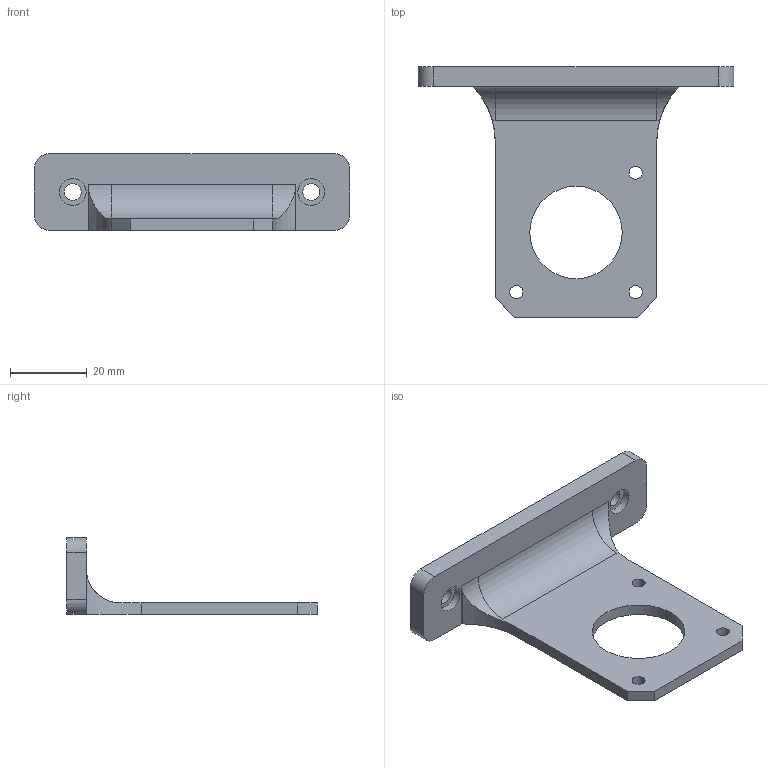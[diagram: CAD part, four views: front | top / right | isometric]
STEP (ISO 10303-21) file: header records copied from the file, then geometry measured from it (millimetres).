
FILE_DESCRIPTION(('FreeCAD Model'),'2;1');
FILE_NAME('Frame_Mount.step','2018-09-06T07:06:46',('Author'),(''), 'Open CASCADE STEP processor 6.8','FreeCAD','Unknown');
FILE_SCHEMA(('AUTOMOTIVE_DESIGN_CC2 { 1 2 10303 214 -1 1 5 4 }'));
Length unit declared in the file: millimetre
Products named in the file (2): ASSEMBLY; Fillet002
Assembly tree (1 placements, depth 2):
  ASSEMBLY
    Fillet002
Bounding box: 82 x 65 x 20 mm (x, y, z)
Volume: 14973.1 mm3; surface area: 8950.3 mm2
Topology: 1 solids, 1 shells, 33 faces, 87 edges, 58 vertices
Faces by surface type: cylinder 17, plane 16
Full cylindrical faces by diameter (mm): 3.4 x3, 4.4 x2, 7 x2, 24 x1
Entity records: 2796 total; most frequent: CARTESIAN_POINT 986, DIRECTION 338, LINE 187, VECTOR 187, ORIENTED_EDGE 174, PCURVE 174, DEFINITIONAL_REPRESENTATION 174, EDGE_CURVE 87
